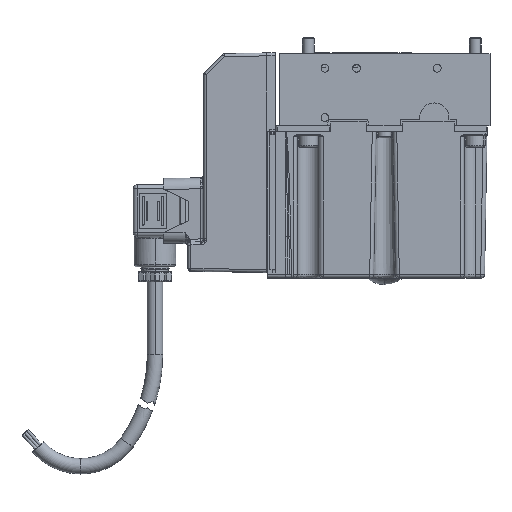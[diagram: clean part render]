
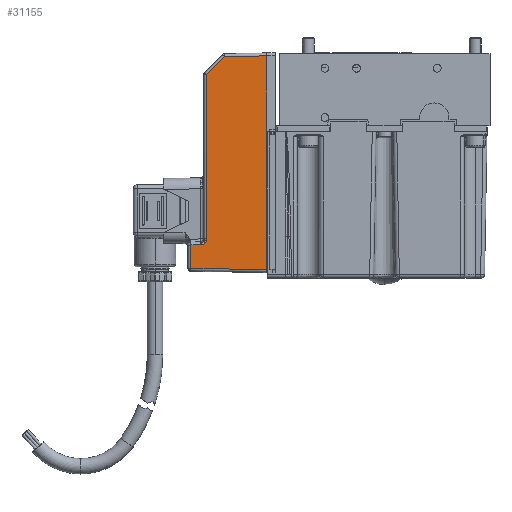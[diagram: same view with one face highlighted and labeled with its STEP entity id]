
A CAD part, left-side view. The second image highlights one B-rep face of the part: STEP entity #31155.
In plain terms, the highlighted planar face has unit normal (-1, 0.018, 0).
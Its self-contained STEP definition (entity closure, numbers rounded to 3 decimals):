
#219 = CARTESIAN_POINT ( 'NONE',  ( -21.884, 99.121, -109.913 ) ) ;
#265 = B_SPLINE_CURVE_WITH_KNOTS ( 'NONE', 3,
 ( #40340, #40334, #40342, #40343, #40344, #40345, #40346, #40347, #40348, #40349 ),
 .UNSPECIFIED., .F., .F.,
 ( 4, 2, 2, 1, 1, 4 ),
 ( 0.531, 0.567, 0.585, 0.604, 0.676, 0.822 ),
 .UNSPECIFIED. ) ;
#287 = B_SPLINE_CURVE_WITH_KNOTS ( 'NONE', 3,
 ( #40367, #40364, #40376, #40377 ),
 .UNSPECIFIED., .F., .F.,
 ( 4, 4 ),
 ( 0.822, 1. ),
 .UNSPECIFIED. ) ;
#424 = CARTESIAN_POINT ( 'NONE',  ( -22.011, 91.802, -96.843 ) ) ;
#425 = CARTESIAN_POINT ( 'NONE',  ( -22.024, 91.066, -10.867 ) ) ;
#428 = CARTESIAN_POINT ( 'NONE',  ( -22.022, 91.179, -95.688 ) ) ;
#432 = CARTESIAN_POINT ( 'NONE',  ( -22.024, 91.066, -94.87 ) ) ;
#8234 = EDGE_CURVE ( 'NONE', #9517, #9523, #265, .T. ) ;
#8242 = EDGE_CURVE ( 'NONE', #9523, #9526, #287, .T. ) ;
#8244 = EDGE_CURVE ( 'NONE', #9526, #9519, #40200, .T. ) ;
#8276 = EDGE_CURVE ( 'NONE', #39163, #39169, #40228, .T. ) ;
#8282 = EDGE_CURVE ( 'NONE', #39169, #9519, #40696, .T. ) ;
#9257 = VERTEX_POINT ( 'NONE', #219 ) ;
#9517 = VERTEX_POINT ( 'NONE', #424 ) ;
#9519 = VERTEX_POINT ( 'NONE', #425 ) ;
#9523 = VERTEX_POINT ( 'NONE', #428 ) ;
#9526 = VERTEX_POINT ( 'NONE', #432 ) ;
#11835 = FACE_OUTER_BOUND ( 'NONE', #37424, .T. ) ;
#14589 = AXIS2_PLACEMENT_3D ( 'NONE', #16143, #16148, #16149 ) ;
#16143 = CARTESIAN_POINT ( 'NONE',  ( -22.237, 78.869, -55.549 ) ) ;
#16145 = PLANE ( 'NONE',  #14589 ) ;
#16148 = DIRECTION ( 'NONE',  ( -1., 0.017, 0. ) ) ;
#16149 = DIRECTION ( 'NONE',  ( 0.017, 1., 0. ) ) ;
#19954 = LINE ( 'NONE', #24812, #19960 ) ;
#19960 = VECTOR ( 'NONE', #24815, 1000. ) ;
#19962 = LINE ( 'NONE', #24914, #19980 ) ;
#19965 = LINE ( 'NONE', #24817, #19967 ) ;
#19967 = VECTOR ( 'NONE', #24821, 1000. ) ;
#19976 = LINE ( 'NONE', #24903, #19982 ) ;
#19980 = VECTOR ( 'NONE', #24918, 1000. ) ;
#19982 = VECTOR ( 'NONE', #24906, 1000. ) ;
#22586 = B_SPLINE_CURVE_WITH_KNOTS ( 'NONE', 3,
 ( #24910, #24891, #24894, #24913 ),
 .UNSPECIFIED., .F., .F.,
 ( 4, 4 ),
 ( 0.909, 1. ),
 .UNSPECIFIED. ) ;
#22589 = B_SPLINE_CURVE_WITH_KNOTS ( 'NONE', 3,
 ( #24908, #24911, #24925, #24927, #24929, #24930, #24932, #24933, #24935, #24936, #24937 ),
 .UNSPECIFIED., .F., .F.,
 ( 4, 2, 1, 2, 2, 4 ),
 ( 0.462, 0.574, 0.685, 0.741, 0.797, 0.909 ),
 .UNSPECIFIED. ) ;
#24812 = CARTESIAN_POINT ( 'NONE',  ( -22.561, 60.318, -55.549 ) ) ;
#24815 = DIRECTION ( 'NONE',  ( 0., 0., 1. ) ) ;
#24817 = CARTESIAN_POINT ( 'NONE',  ( -21.884, 99.121, -109.913 ) ) ;
#24821 = DIRECTION ( 'NONE',  ( -0.017, -1., -0.017 ) ) ;
#24891 = CARTESIAN_POINT ( 'NONE',  ( -21.977, 93.752, -97.868 ) ) ;
#24894 = CARTESIAN_POINT ( 'NONE',  ( -21.975, 93.888, -97.879 ) ) ;
#24903 = CARTESIAN_POINT ( 'NONE',  ( -21.884, 99.121, -55.549 ) ) ;
#24906 = DIRECTION ( 'NONE',  ( 0., 0., -1. ) ) ;
#24908 = CARTESIAN_POINT ( 'NONE',  ( -22.011, 91.802, -96.843 ) ) ;
#24910 = CARTESIAN_POINT ( 'NONE',  ( -21.98, 93.618, -97.847 ) ) ;
#24911 = CARTESIAN_POINT ( 'NONE',  ( -22.009, 91.922, -96.981 ) ) ;
#24913 = CARTESIAN_POINT ( 'NONE',  ( -21.973, 94.026, -97.882 ) ) ;
#24914 = CARTESIAN_POINT ( 'NONE',  ( -21.973, 94.026, -97.882 ) ) ;
#24918 = DIRECTION ( 'NONE',  ( 0.017, 1., -0.017 ) ) ;
#24925 = CARTESIAN_POINT ( 'NONE',  ( -22.007, 92.055, -97.109 ) ) ;
#24927 = CARTESIAN_POINT ( 'NONE',  ( -22.002, 92.337, -97.335 ) ) ;
#24929 = CARTESIAN_POINT ( 'NONE',  ( -21.998, 92.562, -97.485 ) ) ;
#24930 = CARTESIAN_POINT ( 'NONE',  ( -21.994, 92.808, -97.603 ) ) ;
#24932 = CARTESIAN_POINT ( 'NONE',  ( -21.991, 92.977, -97.675 ) ) ;
#24933 = CARTESIAN_POINT ( 'NONE',  ( -21.99, 93.052, -97.704 ) ) ;
#24935 = CARTESIAN_POINT ( 'NONE',  ( -21.985, 93.291, -97.783 ) ) ;
#24936 = CARTESIAN_POINT ( 'NONE',  ( -21.983, 93.453, -97.822 ) ) ;
#24937 = CARTESIAN_POINT ( 'NONE',  ( -21.98, 93.618, -97.847 ) ) ;
#30071 = CARTESIAN_POINT ( 'NONE',  ( -22.561, 60.318, -1.155 ) ) ;
#30075 = CARTESIAN_POINT ( 'NONE',  ( -22.184, 81.891, -1.531 ) ) ;
#30145 = CARTESIAN_POINT ( 'NONE',  ( -21.884, 99.121, -97.971 ) ) ;
#30151 = CARTESIAN_POINT ( 'NONE',  ( -22.561, 60.318, -110.591 ) ) ;
#30153 = CARTESIAN_POINT ( 'NONE',  ( -21.98, 93.618, -97.847 ) ) ;
#30155 = CARTESIAN_POINT ( 'NONE',  ( -21.973, 94.026, -97.882 ) ) ;
#31155 = ADVANCED_FACE ( 'NONE', ( #11835 ), #16145, .T. ) ;
#32262 = ORIENTED_EDGE ( 'NONE', *, *, #38542, .T. ) ;
#32263 = ORIENTED_EDGE ( 'NONE', *, *, #38543, .T. ) ;
#32264 = ORIENTED_EDGE ( 'NONE', *, *, #38541, .T. ) ;
#32265 = ORIENTED_EDGE ( 'NONE', *, *, #38532, .T. ) ;
#32266 = ORIENTED_EDGE ( 'NONE', *, *, #38529, .T. ) ;
#32267 = ORIENTED_EDGE ( 'NONE', *, *, #8276, .T. ) ;
#32268 = ORIENTED_EDGE ( 'NONE', *, *, #8282, .T. ) ;
#32269 = ORIENTED_EDGE ( 'NONE', *, *, #8244, .F. ) ;
#32270 = ORIENTED_EDGE ( 'NONE', *, *, #8242, .F. ) ;
#32271 = ORIENTED_EDGE ( 'NONE', *, *, #8234, .F. ) ;
#32272 = ORIENTED_EDGE ( 'NONE', *, *, #38544, .T. ) ;
#37424 = EDGE_LOOP ( 'NONE', ( #32262, #32263, #32264, #32265, #32266, #32267, #32268, #32269, #32270, #32271, #32272 ) ) ;
#38529 = EDGE_CURVE ( 'NONE', #39245, #39163, #19954, .T. ) ;
#38532 = EDGE_CURVE ( 'NONE', #9257, #39245, #19965, .T. ) ;
#38541 = EDGE_CURVE ( 'NONE', #39239, #9257, #19976, .T. ) ;
#38542 = EDGE_CURVE ( 'NONE', #39247, #39249, #22586, .T. ) ;
#38543 = EDGE_CURVE ( 'NONE', #39249, #39239, #19962, .T. ) ;
#38544 = EDGE_CURVE ( 'NONE', #9517, #39247, #22589, .T. ) ;
#39163 = VERTEX_POINT ( 'NONE', #30071 ) ;
#39169 = VERTEX_POINT ( 'NONE', #30075 ) ;
#39239 = VERTEX_POINT ( 'NONE', #30145 ) ;
#39245 = VERTEX_POINT ( 'NONE', #30151 ) ;
#39247 = VERTEX_POINT ( 'NONE', #30153 ) ;
#39249 = VERTEX_POINT ( 'NONE', #30155 ) ;
#40200 = LINE ( 'NONE', #40378, #40201 ) ;
#40201 = VECTOR ( 'NONE', #40373, 1000. ) ;
#40228 = LINE ( 'NONE', #40503, #40688 ) ;
#40334 = CARTESIAN_POINT ( 'NONE',  ( -22.012, 91.767, -96.803 ) ) ;
#40340 = CARTESIAN_POINT ( 'NONE',  ( -22.011, 91.802, -96.843 ) ) ;
#40342 = CARTESIAN_POINT ( 'NONE',  ( -22.012, 91.736, -96.765 ) ) ;
#40343 = CARTESIAN_POINT ( 'NONE',  ( -22.013, 91.694, -96.711 ) ) ;
#40344 = CARTESIAN_POINT ( 'NONE',  ( -22.014, 91.676, -96.688 ) ) ;
#40345 = CARTESIAN_POINT ( 'NONE',  ( -22.014, 91.643, -96.643 ) ) ;
#40346 = CARTESIAN_POINT ( 'NONE',  ( -22.016, 91.561, -96.529 ) ) ;
#40347 = CARTESIAN_POINT ( 'NONE',  ( -22.019, 91.368, -96.218 ) ) ;
#40348 = CARTESIAN_POINT ( 'NONE',  ( -22.021, 91.24, -95.904 ) ) ;
#40349 = CARTESIAN_POINT ( 'NONE',  ( -22.022, 91.179, -95.688 ) ) ;
#40364 = CARTESIAN_POINT ( 'NONE',  ( -22.024, 91.104, -95.422 ) ) ;
#40367 = CARTESIAN_POINT ( 'NONE',  ( -22.022, 91.179, -95.688 ) ) ;
#40373 = DIRECTION ( 'NONE',  ( 0., 0., 1. ) ) ;
#40376 = CARTESIAN_POINT ( 'NONE',  ( -22.024, 91.066, -95.146 ) ) ;
#40377 = CARTESIAN_POINT ( 'NONE',  ( -22.024, 91.066, -94.87 ) ) ;
#40378 = CARTESIAN_POINT ( 'NONE',  ( -22.024, 91.066, -99.071 ) ) ;
#40503 = CARTESIAN_POINT ( 'NONE',  ( -22.561, 60.318, -1.155 ) ) ;
#40504 = DIRECTION ( 'NONE',  ( 0.017, 1., -0.017 ) ) ;
#40525 = CARTESIAN_POINT ( 'NONE',  ( -22.184, 81.891, -1.531 ) ) ;
#40526 = DIRECTION ( 'NONE',  ( 0.012, 0.701, -0.713 ) ) ;
#40688 = VECTOR ( 'NONE', #40504, 1000. ) ;
#40696 = LINE ( 'NONE', #40525, #40699 ) ;
#40699 = VECTOR ( 'NONE', #40526, 1000. ) ;
